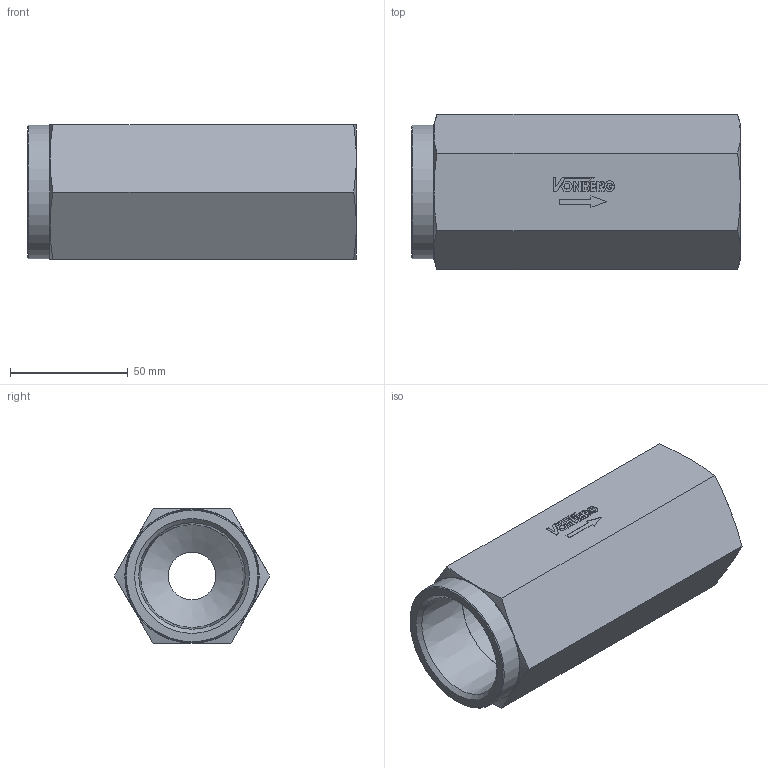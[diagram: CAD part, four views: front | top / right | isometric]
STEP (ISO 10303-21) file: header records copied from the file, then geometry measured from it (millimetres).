
FILE_DESCRIPTION((''),'2;1');
FILE_NAME('15301-112.stp','2015-01-02T16:29:11',('jml'),(''),'Autodesk Inventor 2010','Autodesk Inventor 2010','');
FILE_SCHEMA(('AUTOMOTIVE_DESIGN { 1 0 10303 214 1 1 1 1 }'));
Length unit declared in the file: inch
Products named in the file (1): 15301-112
Bounding box: 139.7 x 65.99 x 57.15 mm (x, y, z)
Volume: 257852.8 mm3; surface area: 45262.5 mm2
Topology: 1 solids, 1 shells, 132 faces, 327 edges, 213 vertices
Faces by surface type: plane 94, cylinder 19, cone 19
Full cylindrical faces by diameter (mm): 2.436 x1, 20.218 x1, 43.663 x2, 56.642 x1
Entity records: 3888 total; most frequent: CARTESIAN_POINT 701, ORIENTED_EDGE 622, DIRECTION 610, EDGE_CURVE 311, VECTOR 230, LINE 230, VERTEX_POINT 209, AXIS2_PLACEMENT_3D 190
